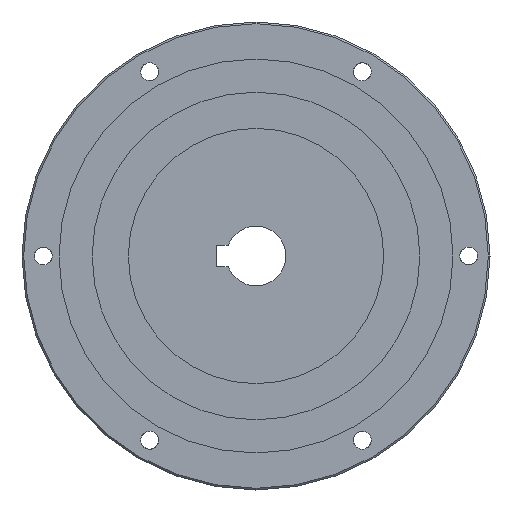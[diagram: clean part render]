
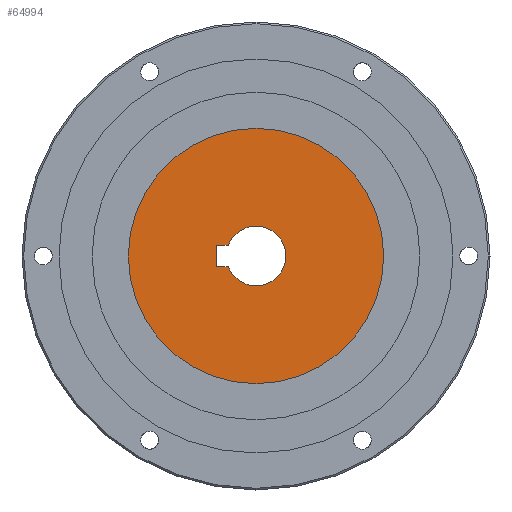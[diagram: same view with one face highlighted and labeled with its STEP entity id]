
A CAD part, left-side view. The second image highlights one B-rep face of the part: STEP entity #64994.
In plain terms, the highlighted face is planar.
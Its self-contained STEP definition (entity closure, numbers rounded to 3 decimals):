
#728 = DIRECTION ( 'NONE',  ( 1., 0., 0. ) ) ;
#1820 = CARTESIAN_POINT ( 'NONE',  ( -7., 0., 25.9 ) ) ;
#2928 = EDGE_CURVE ( 'NONE', #42084, #4153, #19989, .T. ) ;
#4153 = VERTEX_POINT ( 'NONE', #41628 ) ;
#5717 = ORIENTED_EDGE ( 'NONE', *, *, #88642, .F. ) ;
#5975 = DIRECTION ( 'NONE',  ( 1., 0., 0. ) ) ;
#9086 = ORIENTED_EDGE ( 'NONE', *, *, #69014, .F. ) ;
#9659 = CIRCLE ( 'NONE', #16596, 7. ) ;
#12876 = CARTESIAN_POINT ( 'NONE',  ( 0., 0., 25.9 ) ) ;
#13732 = ORIENTED_EDGE ( 'NONE', *, *, #19851, .F. ) ;
#15252 = VECTOR ( 'NONE', #79918, 1000. ) ;
#16596 = AXIS2_PLACEMENT_3D ( 'NONE', #25662, #93009, #77934 ) ;
#18056 = DIRECTION ( 'NONE',  ( 0., -1., 0. ) ) ;
#18374 = AXIS2_PLACEMENT_3D ( 'NONE', #82899, #68724, #728 ) ;
#19851 = EDGE_CURVE ( 'NONE', #47193, #42084, #23395, .T. ) ;
#19989 = LINE ( 'NONE', #73672, #15252 ) ;
#20946 = CIRCLE ( 'NONE', #18374, 30. ) ;
#22338 = VERTEX_POINT ( 'NONE', #1820 ) ;
#23395 = LINE ( 'NONE', #42817, #95156 ) ;
#24278 = CIRCLE ( 'NONE', #27840, 7. ) ;
#25148 = EDGE_CURVE ( 'NONE', #73592, #81594, #60907, .T. ) ;
#25291 = VECTOR ( 'NONE', #18056, 1000. ) ;
#25662 = CARTESIAN_POINT ( 'NONE',  ( 0., 0., 25.9 ) ) ;
#27443 = ORIENTED_EDGE ( 'NONE', *, *, #42620, .F. ) ;
#27840 = AXIS2_PLACEMENT_3D ( 'NONE', #74727, #51108, #89506 ) ;
#35247 = AXIS2_PLACEMENT_3D ( 'NONE', #12876, #95708, #5975 ) ;
#36305 = ORIENTED_EDGE ( 'NONE', *, *, #25148, .T. ) ;
#37522 = DIRECTION ( 'NONE',  ( 0., 0., 1. ) ) ;
#37847 = CARTESIAN_POINT ( 'NONE',  ( 0., 0., 25.9 ) ) ;
#38278 = CARTESIAN_POINT ( 'NONE',  ( -2.5, 6.538, 25.9 ) ) ;
#39115 = CARTESIAN_POINT ( 'NONE',  ( 7., 0., 25.9 ) ) ;
#40699 = ORIENTED_EDGE ( 'NONE', *, *, #2928, .F. ) ;
#41628 = CARTESIAN_POINT ( 'NONE',  ( -2.5, 9.3, 25.9 ) ) ;
#42084 = VERTEX_POINT ( 'NONE', #96639 ) ;
#42620 = EDGE_CURVE ( 'NONE', #68218, #47193, #9659, .T. ) ;
#42817 = CARTESIAN_POINT ( 'NONE',  ( 2.5, 9.3, 25.9 ) ) ;
#45698 = PLANE ( 'NONE',  #95655 ) ;
#47193 = VERTEX_POINT ( 'NONE', #84375 ) ;
#48259 = AXIS2_PLACEMENT_3D ( 'NONE', #74536, #59126, #82071 ) ;
#51108 = DIRECTION ( 'NONE',  ( 0., 0., 1. ) ) ;
#51226 = FACE_BOUND ( 'NONE', #93315, .T. ) ;
#53248 = DIRECTION ( 'NONE',  ( 1., 0., 0. ) ) ;
#54656 = FACE_OUTER_BOUND ( 'NONE', #74542, .T. ) ;
#56784 = EDGE_CURVE ( 'NONE', #87728, #22338, #60971, .T. ) ;
#58127 = CARTESIAN_POINT ( 'NONE',  ( 30., 0., 25.9 ) ) ;
#58235 = DIRECTION ( 'NONE',  ( 0., 1., 0. ) ) ;
#58284 = LINE ( 'NONE', #38278, #25291 ) ;
#59126 = DIRECTION ( 'NONE',  ( 0., 0., 1. ) ) ;
#60907 = CIRCLE ( 'NONE', #48259, 30. ) ;
#60971 = CIRCLE ( 'NONE', #35247, 7. ) ;
#63622 = CARTESIAN_POINT ( 'NONE',  ( -30., 0., 25.9 ) ) ;
#64994 = ADVANCED_FACE ( 'NONE', ( #51226, #54656 ), #45698, .T. ) ;
#66325 = CARTESIAN_POINT ( 'NONE',  ( -2.5, 6.538, 25.9 ) ) ;
#67718 = EDGE_CURVE ( 'NONE', #81594, #73592, #20946, .T. ) ;
#68218 = VERTEX_POINT ( 'NONE', #39115 ) ;
#68724 = DIRECTION ( 'NONE',  ( 0., 0., 1. ) ) ;
#69014 = EDGE_CURVE ( 'NONE', #22338, #68218, #24278, .T. ) ;
#73592 = VERTEX_POINT ( 'NONE', #58127 ) ;
#73672 = CARTESIAN_POINT ( 'NONE',  ( -2.5, 9.3, 25.9 ) ) ;
#74536 = CARTESIAN_POINT ( 'NONE',  ( 0., 0., 25.9 ) ) ;
#74542 = EDGE_LOOP ( 'NONE', ( #77777, #36305 ) ) ;
#74727 = CARTESIAN_POINT ( 'NONE',  ( 0., 0., 25.9 ) ) ;
#77777 = ORIENTED_EDGE ( 'NONE', *, *, #67718, .T. ) ;
#77934 = DIRECTION ( 'NONE',  ( 1., 0., 0. ) ) ;
#78637 = ORIENTED_EDGE ( 'NONE', *, *, #56784, .F. ) ;
#79918 = DIRECTION ( 'NONE',  ( -1., 0., 0. ) ) ;
#81594 = VERTEX_POINT ( 'NONE', #63622 ) ;
#82071 = DIRECTION ( 'NONE',  ( 1., 0., 0. ) ) ;
#82899 = CARTESIAN_POINT ( 'NONE',  ( 0., 0., 25.9 ) ) ;
#84375 = CARTESIAN_POINT ( 'NONE',  ( 2.5, 6.538, 25.9 ) ) ;
#87728 = VERTEX_POINT ( 'NONE', #66325 ) ;
#88642 = EDGE_CURVE ( 'NONE', #4153, #87728, #58284, .T. ) ;
#89506 = DIRECTION ( 'NONE',  ( 1., 0., 0. ) ) ;
#93009 = DIRECTION ( 'NONE',  ( 0., 0., 1. ) ) ;
#93315 = EDGE_LOOP ( 'NONE', ( #78637, #5717, #40699, #13732, #27443, #9086 ) ) ;
#95156 = VECTOR ( 'NONE', #58235, 1000. ) ;
#95655 = AXIS2_PLACEMENT_3D ( 'NONE', #37847, #37522, #53248 ) ;
#95708 = DIRECTION ( 'NONE',  ( 0., 0., 1. ) ) ;
#96639 = CARTESIAN_POINT ( 'NONE',  ( 2.5, 9.3, 25.9 ) ) ;
